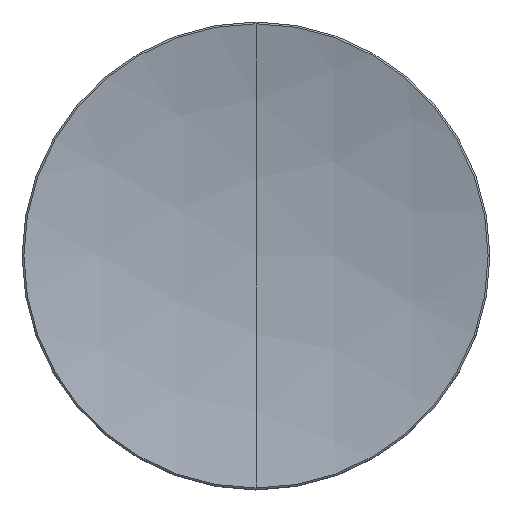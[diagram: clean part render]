
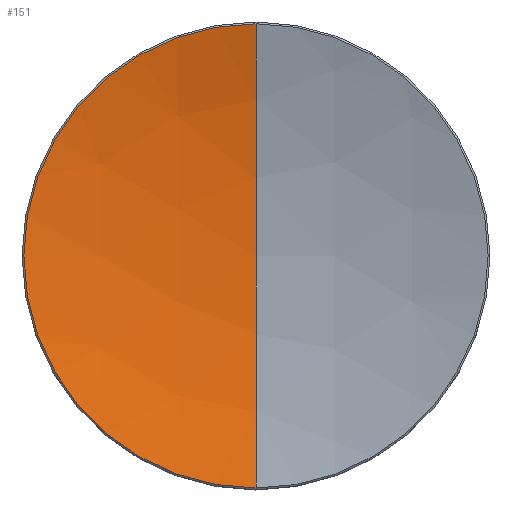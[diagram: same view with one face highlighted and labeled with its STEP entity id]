
A CAD part, top view. The second image highlights one B-rep face of the part: STEP entity #151.
In plain terms, the highlighted spherical face has radius 100 mm.
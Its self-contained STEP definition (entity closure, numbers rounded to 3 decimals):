
#142 = EDGE_CURVE ( 'NONE', #265, #148, #1691, .T. ) ;
#145 = ORIENTED_EDGE ( 'NONE', *, *, #275, .T. ) ;
#146 = EDGE_CURVE ( 'NONE', #149, #148, #1652, .T. ) ;
#148 = VERTEX_POINT ( 'NONE', #2043 ) ;
#149 = VERTEX_POINT ( 'NONE', #2074 ) ;
#150 = ORIENTED_EDGE ( 'NONE', *, *, #157, .T. ) ;
#151 = ADVANCED_FACE ( 'NONE', ( #2068 ), #2065, .F. ) ;
#155 = ORIENTED_EDGE ( 'NONE', *, *, #146, .T. ) ;
#157 = EDGE_CURVE ( 'NONE', #265, #209, #1953, .T. ) ;
#209 = VERTEX_POINT ( 'NONE', #2038 ) ;
#223 = ORIENTED_EDGE ( 'NONE', *, *, #142, .F. ) ;
#264 = EDGE_LOOP ( 'NONE', ( #150, #145, #155, #223 ) ) ;
#265 = VERTEX_POINT ( 'NONE', #2215 ) ;
#275 = EDGE_CURVE ( 'NONE', #209, #149, #2308, .T. ) ;
#1652 = CIRCLE ( 'NONE', #1692, 100. ) ;
#1683 = DIRECTION ( 'NONE',  ( 0., 1., 0. ) ) ;
#1684 = DIRECTION ( 'NONE',  ( 1., 0., 0. ) ) ;
#1688 = DIRECTION ( 'NONE',  ( 0., 0., 1. ) ) ;
#1689 = DIRECTION ( 'NONE',  ( -1., 0., 0. ) ) ;
#1690 = AXIS2_PLACEMENT_3D ( 'NONE', #1870, #1689, #1688 ) ;
#1691 = CIRCLE ( 'NONE', #1690, 100. ) ;
#1692 = AXIS2_PLACEMENT_3D ( 'NONE', #1738, #1684, #1683 ) ;
#1738 = CARTESIAN_POINT ( 'NONE',  ( 0., 0., 104.5 ) ) ;
#1870 = CARTESIAN_POINT ( 'NONE',  ( 0., 0., 104.5 ) ) ;
#1953 = CIRCLE ( 'NONE', #2055, 25.206 ) ;
#2038 = CARTESIAN_POINT ( 'NONE',  ( -25.206, 0., 7.729 ) ) ;
#2043 = CARTESIAN_POINT ( 'NONE',  ( 0., 0., 4.5 ) ) ;
#2052 = DIRECTION ( 'NONE',  ( 1., 0., 0. ) ) ;
#2053 = DIRECTION ( 'NONE',  ( 0., 0., 1. ) ) ;
#2054 = CARTESIAN_POINT ( 'NONE',  ( 0., 0., 7.729 ) ) ;
#2055 = AXIS2_PLACEMENT_3D ( 'NONE', #2054, #2053, #2052 ) ;
#2059 = DIRECTION ( 'NONE',  ( 0., 1., 0. ) ) ;
#2060 = DIRECTION ( 'NONE',  ( 1., 0., 0. ) ) ;
#2061 = AXIS2_PLACEMENT_3D ( 'NONE', #2067, #2060, #2059 ) ;
#2065 = SPHERICAL_SURFACE ( 'NONE', #2061, 100. ) ;
#2067 = CARTESIAN_POINT ( 'NONE',  ( 0., 0., 104.5 ) ) ;
#2068 = FACE_OUTER_BOUND ( 'NONE', #264, .T. ) ;
#2074 = CARTESIAN_POINT ( 'NONE',  ( 0., -25.206, 7.729 ) ) ;
#2215 = CARTESIAN_POINT ( 'NONE',  ( 0., 25.206, 7.729 ) ) ;
#2303 = DIRECTION ( 'NONE',  ( 1., 0., 0. ) ) ;
#2304 = DIRECTION ( 'NONE',  ( 0., 0., 1. ) ) ;
#2305 = CARTESIAN_POINT ( 'NONE',  ( 0., 0., 7.729 ) ) ;
#2306 = AXIS2_PLACEMENT_3D ( 'NONE', #2305, #2304, #2303 ) ;
#2308 = CIRCLE ( 'NONE', #2306, 25.206 ) ;
